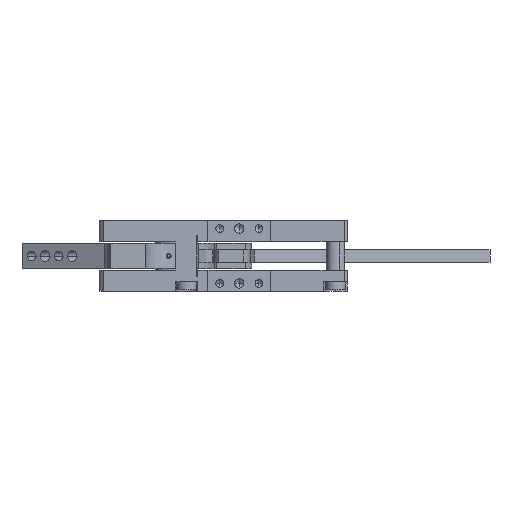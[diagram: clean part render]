
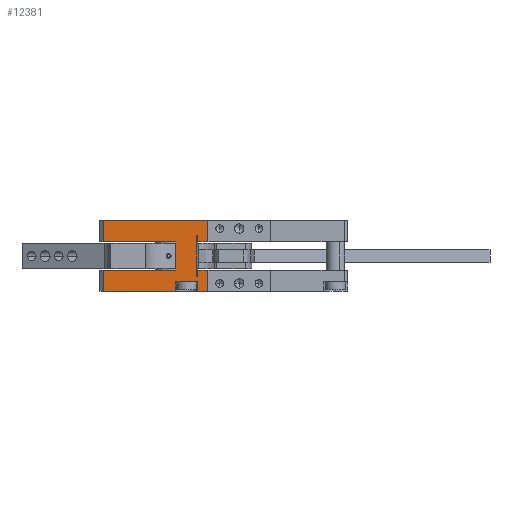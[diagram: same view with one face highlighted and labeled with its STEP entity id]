
A CAD part, left-side view. The second image highlights one B-rep face of the part: STEP entity #12381.
In plain terms, the highlighted planar face has unit normal (-1, 0, 0).
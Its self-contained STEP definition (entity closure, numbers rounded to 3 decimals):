
#1598=CARTESIAN_POINT('Vertex',(-24.,-18.5,9.)) ;
#1664=CARTESIAN_POINT('Vertex',(-24.,-4.5,9.)) ;
#1667=CARTESIAN_POINT('Line Origine',(-24.,18.75,9.)) ;
#1671=CARTESIAN_POINT('Vertex',(-24.,42.,9.)) ;
#1683=CARTESIAN_POINT('Vertex',(-24.,-24.5,9.)) ;
#1686=CARTESIAN_POINT('Line Origine',(-24.,-21.5,9.)) ;
#2138=CARTESIAN_POINT('Line Origine',(-24.,-18.5,11.)) ;
#2142=CARTESIAN_POINT('Vertex',(-24.,-18.5,13.)) ;
#2162=CARTESIAN_POINT('Line Origine',(-24.,-18.223,13.)) ;
#2166=CARTESIAN_POINT('Vertex',(-24.,-17.946,13.)) ;
#2500=CARTESIAN_POINT('Vertex',(-24.,-4.5,-22.5)) ;
#2503=CARTESIAN_POINT('Line Origine',(-24.,18.75,-22.5)) ;
#2507=CARTESIAN_POINT('Vertex',(-24.,42.,-22.5)) ;
#2644=CARTESIAN_POINT('Vertex',(-24.,-24.5,-22.5)) ;
#2647=CARTESIAN_POINT('Line Origine',(-24.,-21.5,-22.5)) ;
#2651=CARTESIAN_POINT('Vertex',(-24.,-18.5,-22.5)) ;
#3252=CARTESIAN_POINT('Vertex',(-24.,-18.5,-16.5)) ;
#3255=CARTESIAN_POINT('Line Origine',(-24.,-18.5,-19.5)) ;
#3283=CARTESIAN_POINT('Vertex',(-24.,-24.5,-9.)) ;
#3286=CARTESIAN_POINT('Line Origine',(-24.,-24.5,-15.75)) ;
#3968=CARTESIAN_POINT('Line Origine',(-24.,42.,-15.75)) ;
#3972=CARTESIAN_POINT('Vertex',(-24.,42.,-9.)) ;
#3996=CARTESIAN_POINT('Vertex',(-24.,-4.5,-16.5)) ;
#3999=CARTESIAN_POINT('Line Origine',(-24.,-4.5,-19.5)) ;
#4628=CARTESIAN_POINT('Line Origine',(-24.,-11.5,-16.5)) ;
#4709=CARTESIAN_POINT('Vertex',(-24.,-4.5,-9.)) ;
#4777=CARTESIAN_POINT('Vertex',(-24.,-18.5,-9.)) ;
#4780=CARTESIAN_POINT('Line Origine',(-24.,-21.5,-9.)) ;
#4795=CARTESIAN_POINT('Line Origine',(-24.,18.75,-9.)) ;
#5137=CARTESIAN_POINT('Vertex',(-24.,-18.5,-13.)) ;
#5140=CARTESIAN_POINT('Line Origine',(-24.,-18.5,-11.)) ;
#5157=CARTESIAN_POINT('Line Origine',(-24.,-18.223,-13.)) ;
#5161=CARTESIAN_POINT('Vertex',(-24.,-17.946,-13.)) ;
#5208=CARTESIAN_POINT('Line Origine',(-24.,-17.946,0.)) ;
#5247=CARTESIAN_POINT('Vertex',(-24.,-4.5,8.)) ;
#5250=CARTESIAN_POINT('Line Origine',(-24.,-4.5,8.5)) ;
#5484=CARTESIAN_POINT('Vertex',(-24.,-4.3,8.)) ;
#5487=CARTESIAN_POINT('Line Origine',(-24.,-4.4,8.)) ;
#5613=CARTESIAN_POINT('Vertex',(-24.,-4.3,-8.)) ;
#5616=CARTESIAN_POINT('Line Origine',(-24.,-4.3,-8.)) ;
#5736=CARTESIAN_POINT('Vertex',(-24.,-4.5,-8.)) ;
#5739=CARTESIAN_POINT('Line Origine',(-24.,-4.4,-8.)) ;
#6046=CARTESIAN_POINT('Line Origine',(-24.,-4.5,-8.5)) ;
#12238=CARTESIAN_POINT('Vertex',(-24.,-24.5,22.5)) ;
#12245=CARTESIAN_POINT('Vertex',(-24.,42.,22.5)) ;
#12248=CARTESIAN_POINT('Line Origine',(-24.,8.75,22.5)) ;
#12321=CARTESIAN_POINT('Line Origine',(-24.,-24.5,15.75)) ;
#12338=CARTESIAN_POINT('Line Origine',(-24.,42.,15.75)) ;
#12350=CARTESIAN_POINT('Axis2P3D Location',(-24.,-24.5,-23.5)) ;
#1668=DIRECTION('Vector Direction',(0.,1.,0.)) ;
#1687=DIRECTION('Vector Direction',(0.,1.,0.)) ;
#2139=DIRECTION('Vector Direction',(0.,0.,1.)) ;
#2163=DIRECTION('Vector Direction',(0.,1.,0.)) ;
#2504=DIRECTION('Vector Direction',(0.,-1.,0.)) ;
#2648=DIRECTION('Vector Direction',(0.,-1.,0.)) ;
#3256=DIRECTION('Vector Direction',(0.,0.,-1.)) ;
#3287=DIRECTION('Vector Direction',(0.,0.,1.)) ;
#3969=DIRECTION('Vector Direction',(0.,0.,1.)) ;
#4000=DIRECTION('Vector Direction',(0.,0.,1.)) ;
#4629=DIRECTION('Vector Direction',(0.,-1.,0.)) ;
#4781=DIRECTION('Vector Direction',(0.,1.,0.)) ;
#4796=DIRECTION('Vector Direction',(0.,1.,0.)) ;
#5141=DIRECTION('Vector Direction',(0.,0.,-1.)) ;
#5158=DIRECTION('Vector Direction',(0.,1.,0.)) ;
#5209=DIRECTION('Vector Direction',(0.,0.,-1.)) ;
#5251=DIRECTION('Vector Direction',(0.,0.,-1.)) ;
#5488=DIRECTION('Vector Direction',(0.,1.,0.)) ;
#5617=DIRECTION('Vector Direction',(0.,0.,1.)) ;
#5740=DIRECTION('Vector Direction',(0.,-1.,0.)) ;
#6047=DIRECTION('Vector Direction',(0.,0.,-1.)) ;
#12249=DIRECTION('Vector Direction',(0.,-1.,0.)) ;
#12322=DIRECTION('Vector Direction',(0.,0.,-1.)) ;
#12339=DIRECTION('Vector Direction',(0.,0.,-1.)) ;
#12351=DIRECTION('Axis2P3D Direction',(-1.,0.,0.)) ;
#12352=DIRECTION('Axis2P3D XDirection',(0.,0.,1.)) ;
#12353=AXIS2_PLACEMENT_3D('Plane Axis2P3D',#12350,#12351,#12352) ;
#12356=ORIENTED_EDGE('',*,*,#4003,.T.) ;
#12357=ORIENTED_EDGE('',*,*,#4632,.T.) ;
#12358=ORIENTED_EDGE('',*,*,#3259,.T.) ;
#12359=ORIENTED_EDGE('',*,*,#2653,.T.) ;
#12360=ORIENTED_EDGE('',*,*,#3290,.T.) ;
#12361=ORIENTED_EDGE('',*,*,#4784,.T.) ;
#12362=ORIENTED_EDGE('',*,*,#5144,.T.) ;
#12363=ORIENTED_EDGE('',*,*,#5163,.T.) ;
#12364=ORIENTED_EDGE('',*,*,#5212,.F.) ;
#12365=ORIENTED_EDGE('',*,*,#2168,.F.) ;
#12366=ORIENTED_EDGE('',*,*,#2144,.F.) ;
#12367=ORIENTED_EDGE('',*,*,#1690,.F.) ;
#12368=ORIENTED_EDGE('',*,*,#12325,.F.) ;
#12369=ORIENTED_EDGE('',*,*,#12252,.F.) ;
#12370=ORIENTED_EDGE('',*,*,#12342,.T.) ;
#12371=ORIENTED_EDGE('',*,*,#1673,.F.) ;
#12372=ORIENTED_EDGE('',*,*,#5254,.T.) ;
#12373=ORIENTED_EDGE('',*,*,#5491,.T.) ;
#12374=ORIENTED_EDGE('',*,*,#5620,.F.) ;
#12375=ORIENTED_EDGE('',*,*,#5743,.T.) ;
#12376=ORIENTED_EDGE('',*,*,#6050,.T.) ;
#12377=ORIENTED_EDGE('',*,*,#4799,.T.) ;
#12378=ORIENTED_EDGE('',*,*,#3974,.F.) ;
#12379=ORIENTED_EDGE('',*,*,#2509,.T.) ;
#1669=VECTOR('Line Direction',#1668,1.) ;
#1688=VECTOR('Line Direction',#1687,1.) ;
#2140=VECTOR('Line Direction',#2139,1.) ;
#2164=VECTOR('Line Direction',#2163,1.) ;
#2505=VECTOR('Line Direction',#2504,1.) ;
#2649=VECTOR('Line Direction',#2648,1.) ;
#3257=VECTOR('Line Direction',#3256,1.) ;
#3288=VECTOR('Line Direction',#3287,1.) ;
#3970=VECTOR('Line Direction',#3969,1.) ;
#4001=VECTOR('Line Direction',#4000,1.) ;
#4630=VECTOR('Line Direction',#4629,1.) ;
#4782=VECTOR('Line Direction',#4781,1.) ;
#4797=VECTOR('Line Direction',#4796,1.) ;
#5142=VECTOR('Line Direction',#5141,1.) ;
#5159=VECTOR('Line Direction',#5158,1.) ;
#5210=VECTOR('Line Direction',#5209,1.) ;
#5252=VECTOR('Line Direction',#5251,1.) ;
#5489=VECTOR('Line Direction',#5488,1.) ;
#5618=VECTOR('Line Direction',#5617,1.) ;
#5741=VECTOR('Line Direction',#5740,1.) ;
#6048=VECTOR('Line Direction',#6047,1.) ;
#12250=VECTOR('Line Direction',#12249,1.) ;
#12323=VECTOR('Line Direction',#12322,1.) ;
#12340=VECTOR('Line Direction',#12339,1.) ;
#12381=ADVANCED_FACE('Hauptk\X2\00F6\X0\rper',(#12380),#12354,.T.) ;
#1673=EDGE_CURVE('',#1665,#1672,#1670,.T.) ;
#1690=EDGE_CURVE('',#1684,#1599,#1689,.T.) ;
#2144=EDGE_CURVE('',#1599,#2143,#2141,.T.) ;
#2168=EDGE_CURVE('',#2143,#2167,#2165,.T.) ;
#2509=EDGE_CURVE('',#2508,#2501,#2506,.T.) ;
#2653=EDGE_CURVE('',#2652,#2645,#2650,.T.) ;
#3259=EDGE_CURVE('',#3253,#2652,#3258,.T.) ;
#3290=EDGE_CURVE('',#2645,#3284,#3289,.T.) ;
#3974=EDGE_CURVE('',#2508,#3973,#3971,.T.) ;
#4003=EDGE_CURVE('',#2501,#3997,#4002,.T.) ;
#4632=EDGE_CURVE('',#3997,#3253,#4631,.T.) ;
#4784=EDGE_CURVE('',#3284,#4778,#4783,.T.) ;
#4799=EDGE_CURVE('',#4710,#3973,#4798,.T.) ;
#5144=EDGE_CURVE('',#4778,#5138,#5143,.T.) ;
#5163=EDGE_CURVE('',#5138,#5162,#5160,.T.) ;
#5212=EDGE_CURVE('',#2167,#5162,#5211,.T.) ;
#5254=EDGE_CURVE('',#1665,#5248,#5253,.T.) ;
#5491=EDGE_CURVE('',#5248,#5485,#5490,.T.) ;
#5620=EDGE_CURVE('',#5614,#5485,#5619,.T.) ;
#5743=EDGE_CURVE('',#5614,#5737,#5742,.T.) ;
#6050=EDGE_CURVE('',#5737,#4710,#6049,.T.) ;
#12252=EDGE_CURVE('',#12246,#12239,#12251,.T.) ;
#12325=EDGE_CURVE('',#12239,#1684,#12324,.T.) ;
#12342=EDGE_CURVE('',#12246,#1672,#12341,.T.) ;
#12355=EDGE_LOOP('',(#12356,#12357,#12358,#12359,#12360,#12361,#12362,#12363,#12364,#12365,#12366,#12367,#12368,#12369,#12370,#12371,#12372,#12373,#12374,#12375,#12376,#12377,#12378,#12379)) ;
#12380=FACE_OUTER_BOUND('',#12355,.T.) ;
#1670=LINE('Line',#1667,#1669) ;
#1689=LINE('Line',#1686,#1688) ;
#2141=LINE('Line',#2138,#2140) ;
#2165=LINE('Line',#2162,#2164) ;
#2506=LINE('Line',#2503,#2505) ;
#2650=LINE('Line',#2647,#2649) ;
#3258=LINE('Line',#3255,#3257) ;
#3289=LINE('Line',#3286,#3288) ;
#3971=LINE('Line',#3968,#3970) ;
#4002=LINE('Line',#3999,#4001) ;
#4631=LINE('Line',#4628,#4630) ;
#4783=LINE('Line',#4780,#4782) ;
#4798=LINE('Line',#4795,#4797) ;
#5143=LINE('Line',#5140,#5142) ;
#5160=LINE('Line',#5157,#5159) ;
#5211=LINE('Line',#5208,#5210) ;
#5253=LINE('Line',#5250,#5252) ;
#5490=LINE('Line',#5487,#5489) ;
#5619=LINE('Line',#5616,#5618) ;
#5742=LINE('Line',#5739,#5741) ;
#6049=LINE('Line',#6046,#6048) ;
#12251=LINE('Line',#12248,#12250) ;
#12324=LINE('Line',#12321,#12323) ;
#12341=LINE('Line',#12338,#12340) ;
#12354=PLANE('Plane',#12353) ;
#1599=VERTEX_POINT('',#1598) ;
#1665=VERTEX_POINT('',#1664) ;
#1672=VERTEX_POINT('',#1671) ;
#1684=VERTEX_POINT('',#1683) ;
#2143=VERTEX_POINT('',#2142) ;
#2167=VERTEX_POINT('',#2166) ;
#2501=VERTEX_POINT('',#2500) ;
#2508=VERTEX_POINT('',#2507) ;
#2645=VERTEX_POINT('',#2644) ;
#2652=VERTEX_POINT('',#2651) ;
#3253=VERTEX_POINT('',#3252) ;
#3284=VERTEX_POINT('',#3283) ;
#3973=VERTEX_POINT('',#3972) ;
#3997=VERTEX_POINT('',#3996) ;
#4710=VERTEX_POINT('',#4709) ;
#4778=VERTEX_POINT('',#4777) ;
#5138=VERTEX_POINT('',#5137) ;
#5162=VERTEX_POINT('',#5161) ;
#5248=VERTEX_POINT('',#5247) ;
#5485=VERTEX_POINT('',#5484) ;
#5614=VERTEX_POINT('',#5613) ;
#5737=VERTEX_POINT('',#5736) ;
#12239=VERTEX_POINT('',#12238) ;
#12246=VERTEX_POINT('',#12245) ;
